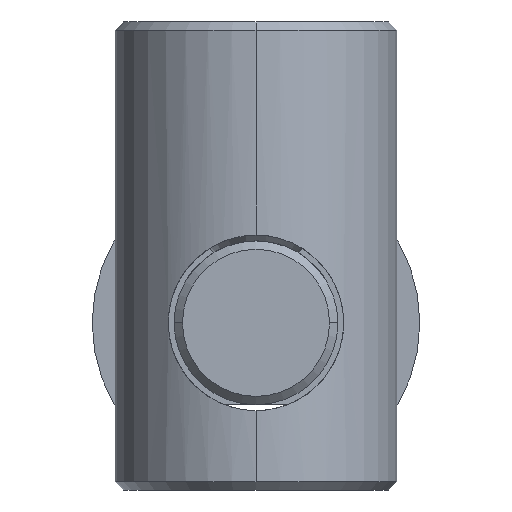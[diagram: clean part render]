
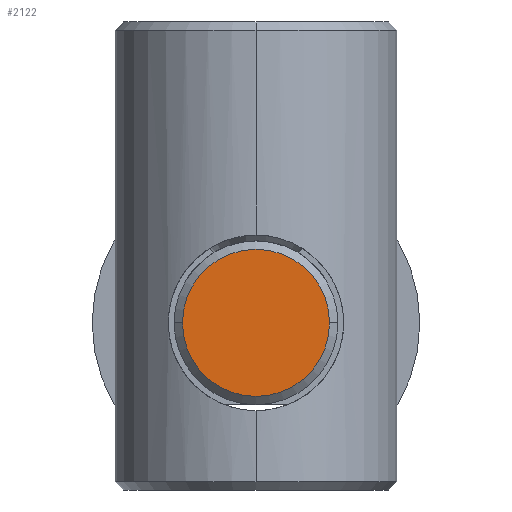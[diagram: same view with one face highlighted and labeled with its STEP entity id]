
A CAD part, left-side view. The second image highlights one B-rep face of the part: STEP entity #2122.
In plain terms, the highlighted planar face has unit normal (-1, 0, 0).
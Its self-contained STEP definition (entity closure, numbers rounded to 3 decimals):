
#106 = EDGE_CURVE ( 'NONE', #2153, #446, #2077, .T. ) ;
#245 = DIRECTION ( 'NONE',  ( 0., -1., 0. ) ) ;
#446 = VERTEX_POINT ( 'NONE', #696 ) ;
#512 = CIRCLE ( 'NONE', #2051, 4.4 ) ;
#639 = CARTESIAN_POINT ( 'NONE',  ( -34., -4.4, 0. ) ) ;
#642 = AXIS2_PLACEMENT_3D ( 'NONE', #2042, #2191, #245 ) ;
#696 = CARTESIAN_POINT ( 'NONE',  ( -34., 4.4, 0. ) ) ;
#753 = ORIENTED_EDGE ( 'NONE', *, *, #1057, .F. ) ;
#990 = CARTESIAN_POINT ( 'NONE',  ( -34., 2.45, 0. ) ) ;
#1002 = DIRECTION ( 'NONE',  ( -1., 0., 0. ) ) ;
#1018 = AXIS2_PLACEMENT_3D ( 'NONE', #990, #1002, #1900 ) ;
#1057 = EDGE_CURVE ( 'NONE', #446, #2153, #512, .T. ) ;
#1297 = ORIENTED_EDGE ( 'NONE', *, *, #106, .F. ) ;
#1370 = PLANE ( 'NONE',  #1018 ) ;
#1493 = DIRECTION ( 'NONE',  ( 1., 0., 0. ) ) ;
#1683 = FACE_OUTER_BOUND ( 'NONE', #1963, .T. ) ;
#1688 = CARTESIAN_POINT ( 'NONE',  ( -34., 0., 0. ) ) ;
#1900 = DIRECTION ( 'NONE',  ( 0., 1., 0. ) ) ;
#1963 = EDGE_LOOP ( 'NONE', ( #1297, #753 ) ) ;
#2042 = CARTESIAN_POINT ( 'NONE',  ( -34., 0., 0. ) ) ;
#2051 = AXIS2_PLACEMENT_3D ( 'NONE', #1688, #1493, #2231 ) ;
#2077 = CIRCLE ( 'NONE', #642, 4.4 ) ;
#2122 = ADVANCED_FACE ( 'NONE', ( #1683 ), #1370, .T. ) ;
#2153 = VERTEX_POINT ( 'NONE', #639 ) ;
#2191 = DIRECTION ( 'NONE',  ( 1., 0., 0. ) ) ;
#2231 = DIRECTION ( 'NONE',  ( 0., -1., 0. ) ) ;
